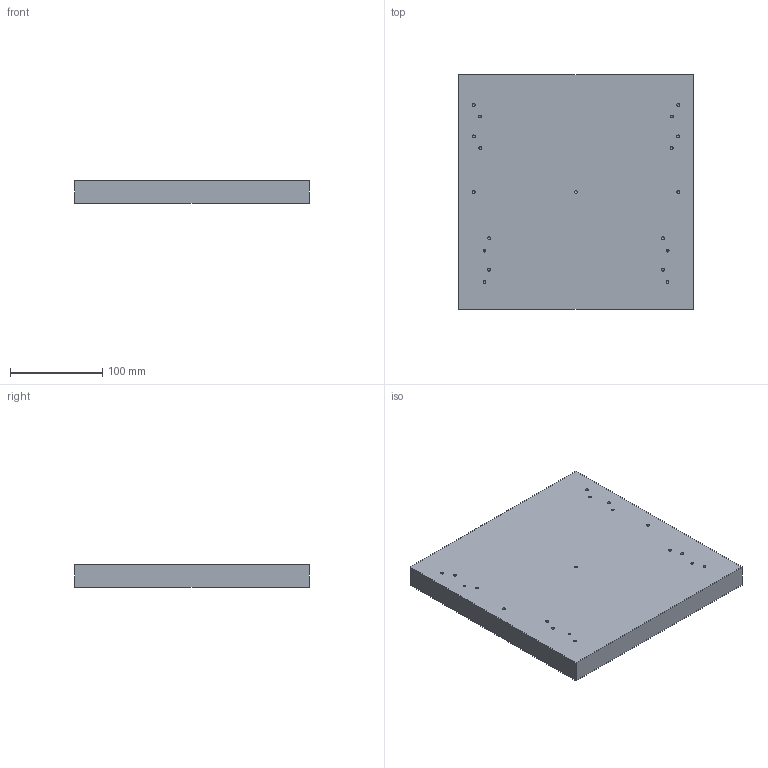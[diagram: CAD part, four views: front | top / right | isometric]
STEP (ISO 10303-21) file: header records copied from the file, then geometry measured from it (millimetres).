
FILE_DESCRIPTION((''),'2;1');
FILE_NAME('6080-126 Machine Geometry Test.stp','2008-02-08T11:27:09',('mds'),(''),'Autodesk Inventor 11','Autodesk Inventor 11','');
FILE_SCHEMA(('AUTOMOTIVE_DESIGN { 1 0 10303 214 1 1 1 1 }'));
Length unit declared in the file: millimetre
Products named in the file (1): 6080-126 Machine Geometry Test
Bounding box: 254 x 254 x 23.88 mm (x, y, z)
Volume: 1539178.5 mm3; surface area: 154802.1 mm2
Topology: 1 solids, 1 shells, 44 faces, 126 edges, 84 vertices
Faces by surface type: bspline 38, plane 6
Entity records: 1433 total; most frequent: CARTESIAN_POINT 787, DIRECTION 102, ORIENTED_EDGE 100, EDGE_LOOP 82, EDGE_CURVE 50, VERTEX_POINT 46, AXIS2_PLACEMENT_3D 45, FACE_OUTER_BOUND 44
